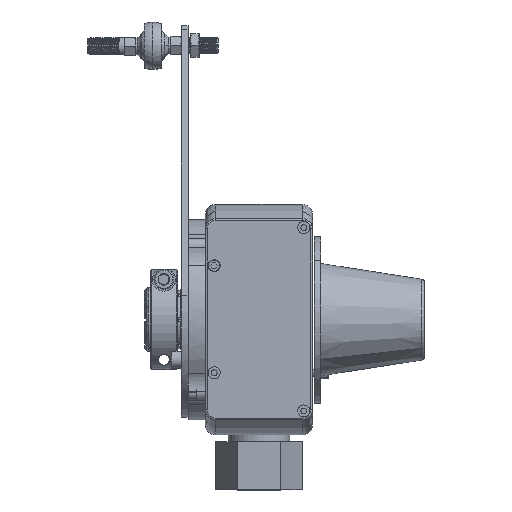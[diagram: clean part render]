
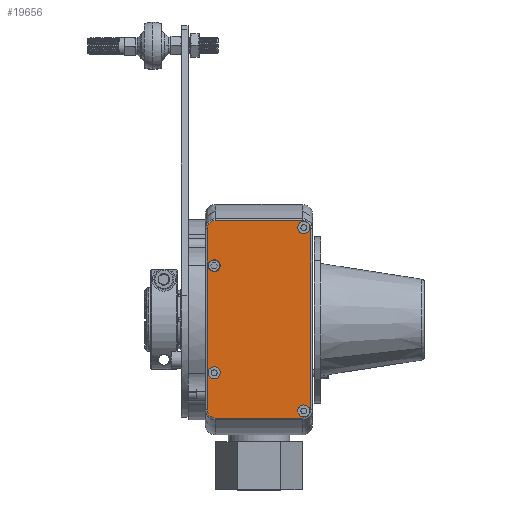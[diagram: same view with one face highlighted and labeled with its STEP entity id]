
A CAD part, top view. The second image highlights one B-rep face of the part: STEP entity #19656.
In plain terms, the highlighted planar face has unit normal (0, 0, 1).
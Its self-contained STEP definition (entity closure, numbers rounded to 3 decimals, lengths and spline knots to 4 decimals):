
#7634=CARTESIAN_POINT('',(2.16,-1.688,4.));
#7635=DIRECTION('',(0.,0.,1.));
#7636=DIRECTION('',(0.,-1.,0.));
#7637=AXIS2_PLACEMENT_3D('',#7634,#7635,#7636);
#7639=DIRECTION('',(1.,0.,0.));
#7640=VECTOR('',#7639,1.626);
#7641=CARTESIAN_POINT('',(0.534,-1.845,4.));
#7642=LINE('',#7641,#7640);
#7643=CARTESIAN_POINT('',(0.534,-1.688,4.));
#7644=DIRECTION('',(0.,0.,1.));
#7645=DIRECTION('',(-1.,0.,0.));
#7646=AXIS2_PLACEMENT_3D('',#7643,#7644,#7645);
#7648=DIRECTION('',(0.,-1.,0.));
#7649=VECTOR('',#7648,3.376);
#7650=CARTESIAN_POINT('',(0.377,1.688,4.));
#7651=LINE('',#7650,#7649);
#7652=CARTESIAN_POINT('',(0.534,1.688,4.));
#7653=DIRECTION('',(0.,0.,1.));
#7654=DIRECTION('',(0.,1.,0.));
#7655=AXIS2_PLACEMENT_3D('',#7652,#7653,#7654);
#7657=DIRECTION('',(-1.,0.,0.));
#7658=VECTOR('',#7657,1.626);
#7659=CARTESIAN_POINT('',(2.16,1.845,4.));
#7660=LINE('',#7659,#7658);
#7661=CARTESIAN_POINT('',(2.16,1.688,4.));
#7662=DIRECTION('',(0.,0.,1.));
#7663=DIRECTION('',(1.,0.,0.));
#7664=AXIS2_PLACEMENT_3D('',#7661,#7662,#7663);
#7666=DIRECTION('',(0.,1.,0.));
#7667=VECTOR('',#7666,3.376);
#7668=CARTESIAN_POINT('',(2.317,-1.688,4.));
#7669=LINE('',#7668,#7667);
#7670=CARTESIAN_POINT('',(2.185,-1.712,4.));
#7671=DIRECTION('',(0.,0.,1.));
#7672=DIRECTION('',(-1.,0.,0.));
#7673=AXIS2_PLACEMENT_3D('',#7670,#7671,#7672);
#7675=CARTESIAN_POINT('',(2.185,-1.712,4.));
#7676=DIRECTION('',(0.,0.,1.));
#7677=DIRECTION('',(1.,0.,0.));
#7678=AXIS2_PLACEMENT_3D('',#7675,#7676,#7677);
#7680=CARTESIAN_POINT('',(0.51,-1.0005,4.));
#7681=DIRECTION('',(0.,0.,1.));
#7682=DIRECTION('',(-1.,0.,0.));
#7683=AXIS2_PLACEMENT_3D('',#7680,#7681,#7682);
#7685=CARTESIAN_POINT('',(0.51,-1.0005,4.));
#7686=DIRECTION('',(0.,0.,1.));
#7687=DIRECTION('',(1.,0.,0.));
#7688=AXIS2_PLACEMENT_3D('',#7685,#7686,#7687);
#7690=CARTESIAN_POINT('',(0.51,1.,4.));
#7691=DIRECTION('',(0.,0.,1.));
#7692=DIRECTION('',(-1.,0.,0.));
#7693=AXIS2_PLACEMENT_3D('',#7690,#7691,#7692);
#7695=CARTESIAN_POINT('',(0.51,1.,4.));
#7696=DIRECTION('',(0.,0.,1.));
#7697=DIRECTION('',(1.,0.,0.));
#7698=AXIS2_PLACEMENT_3D('',#7695,#7696,#7697);
#7700=CARTESIAN_POINT('',(2.185,1.712,4.));
#7701=DIRECTION('',(0.,0.,1.));
#7702=DIRECTION('',(-1.,0.,0.));
#7703=AXIS2_PLACEMENT_3D('',#7700,#7701,#7702);
#7705=CARTESIAN_POINT('',(2.185,1.712,4.));
#7706=DIRECTION('',(0.,0.,1.));
#7707=DIRECTION('',(1.,0.,0.));
#7708=AXIS2_PLACEMENT_3D('',#7705,#7706,#7707);
#11945=CARTESIAN_POINT('',(2.16,-1.845,4.));
#11946=CARTESIAN_POINT('',(2.317,-1.688,4.));
#11947=VERTEX_POINT('',#11945);
#11948=VERTEX_POINT('',#11946);
#11953=CARTESIAN_POINT('',(2.317,1.688,4.));
#11954=VERTEX_POINT('',#11953);
#11957=CARTESIAN_POINT('',(2.16,1.845,4.));
#11958=VERTEX_POINT('',#11957);
#11961=CARTESIAN_POINT('',(0.534,1.845,4.));
#11962=VERTEX_POINT('',#11961);
#11965=CARTESIAN_POINT('',(0.377,1.688,4.));
#11966=VERTEX_POINT('',#11965);
#11969=CARTESIAN_POINT('',(0.377,-1.688,4.));
#11970=VERTEX_POINT('',#11969);
#11973=CARTESIAN_POINT('',(0.534,-1.845,4.));
#11974=VERTEX_POINT('',#11973);
#12001=CARTESIAN_POINT('',(2.0725,-1.712,4.));
#12002=CARTESIAN_POINT('',(2.2975,-1.712,4.));
#12003=VERTEX_POINT('',#12001);
#12004=VERTEX_POINT('',#12002);
#12005=CARTESIAN_POINT('',(0.3975,-1.0005,4.));
#12006=CARTESIAN_POINT('',(0.6225,-1.0005,4.));
#12007=VERTEX_POINT('',#12005);
#12008=VERTEX_POINT('',#12006);
#12009=CARTESIAN_POINT('',(0.3975,1.,4.));
#12010=CARTESIAN_POINT('',(0.6225,1.,4.));
#12011=VERTEX_POINT('',#12009);
#12012=VERTEX_POINT('',#12010);
#12013=CARTESIAN_POINT('',(2.0725,1.712,4.));
#12014=CARTESIAN_POINT('',(2.2975,1.712,4.));
#12015=VERTEX_POINT('',#12013);
#12016=VERTEX_POINT('',#12014);
#19610=CARTESIAN_POINT('',(0.347,1.875,4.));
#19611=DIRECTION('',(0.,0.,1.));
#19612=DIRECTION('',(0.,-1.,0.));
#19613=AXIS2_PLACEMENT_3D('',#19610,#19611,#19612);
#19614=PLANE('',#19613);
#19616=ORIENTED_EDGE('',*,*,#19615,.F.);
#19618=ORIENTED_EDGE('',*,*,#19617,.F.);
#19620=ORIENTED_EDGE('',*,*,#19619,.F.);
#19622=ORIENTED_EDGE('',*,*,#19621,.F.);
#19624=ORIENTED_EDGE('',*,*,#19623,.F.);
#19626=ORIENTED_EDGE('',*,*,#19625,.F.);
#19627=ORIENTED_EDGE('',*,*,#19600,.F.);
#19629=ORIENTED_EDGE('',*,*,#19628,.F.);
#19630=EDGE_LOOP('',(#19616,#19618,#19620,#19622,#19624,#19626,#19627,#19629));
#19631=FACE_OUTER_BOUND('',#19630,.F.);
#19633=ORIENTED_EDGE('',*,*,#19632,.T.);
#19635=ORIENTED_EDGE('',*,*,#19634,.T.);
#19636=EDGE_LOOP('',(#19633,#19635));
#19637=FACE_BOUND('',#19636,.F.);
#19639=ORIENTED_EDGE('',*,*,#19638,.T.);
#19641=ORIENTED_EDGE('',*,*,#19640,.T.);
#19642=EDGE_LOOP('',(#19639,#19641));
#19643=FACE_BOUND('',#19642,.F.);
#19645=ORIENTED_EDGE('',*,*,#19644,.T.);
#19647=ORIENTED_EDGE('',*,*,#19646,.T.);
#19648=EDGE_LOOP('',(#19645,#19647));
#19649=FACE_BOUND('',#19648,.F.);
#19651=ORIENTED_EDGE('',*,*,#19650,.T.);
#19653=ORIENTED_EDGE('',*,*,#19652,.T.);
#19654=EDGE_LOOP('',(#19651,#19653));
#19655=FACE_BOUND('',#19654,.F.);
#7638=CIRCLE('',#7637,0.157);
#7647=CIRCLE('',#7646,0.157);
#7656=CIRCLE('',#7655,0.157);
#7665=CIRCLE('',#7664,0.157);
#7674=CIRCLE('',#7673,0.1125);
#7679=CIRCLE('',#7678,0.1125);
#7684=CIRCLE('',#7683,0.1125);
#7689=CIRCLE('',#7688,0.1125);
#7694=CIRCLE('',#7693,0.1125);
#7699=CIRCLE('',#7698,0.1125);
#7704=CIRCLE('',#7703,0.1125);
#7709=CIRCLE('',#7708,0.1125);
#19600=EDGE_CURVE('',#11954,#11958,#7665,.T.);
#19615=EDGE_CURVE('',#11947,#11948,#7638,.T.);
#19617=EDGE_CURVE('',#11974,#11947,#7642,.T.);
#19619=EDGE_CURVE('',#11970,#11974,#7647,.T.);
#19621=EDGE_CURVE('',#11966,#11970,#7651,.T.);
#19623=EDGE_CURVE('',#11962,#11966,#7656,.T.);
#19625=EDGE_CURVE('',#11958,#11962,#7660,.T.);
#19628=EDGE_CURVE('',#11948,#11954,#7669,.T.);
#19632=EDGE_CURVE('',#12003,#12004,#7674,.T.);
#19634=EDGE_CURVE('',#12004,#12003,#7679,.T.);
#19638=EDGE_CURVE('',#12007,#12008,#7684,.T.);
#19640=EDGE_CURVE('',#12008,#12007,#7689,.T.);
#19644=EDGE_CURVE('',#12011,#12012,#7694,.T.);
#19646=EDGE_CURVE('',#12012,#12011,#7699,.T.);
#19650=EDGE_CURVE('',#12015,#12016,#7704,.T.);
#19652=EDGE_CURVE('',#12016,#12015,#7709,.T.);
#19656=ADVANCED_FACE('',(#19631,#19637,#19643,#19649,#19655),#19614,.T.);
